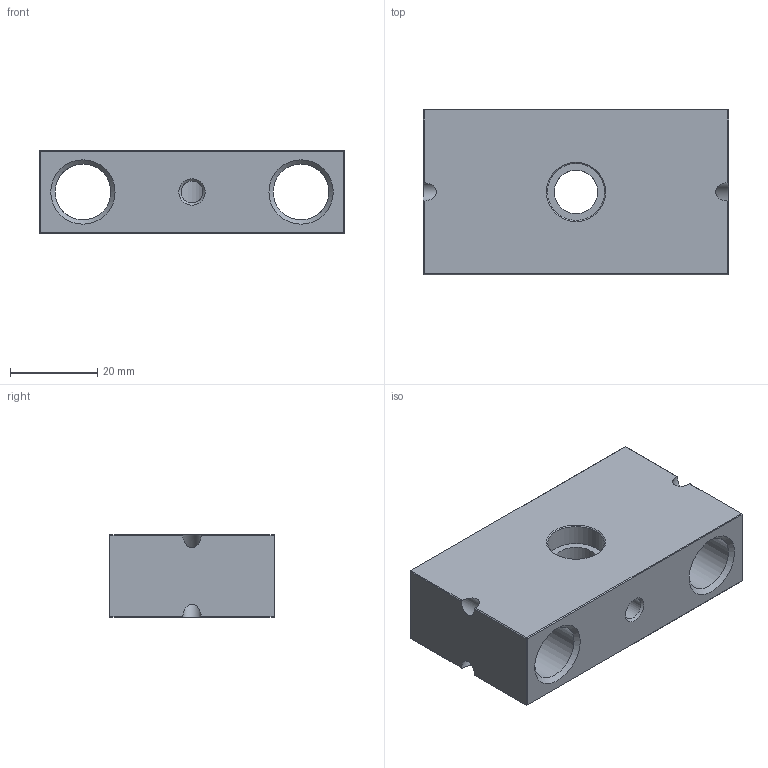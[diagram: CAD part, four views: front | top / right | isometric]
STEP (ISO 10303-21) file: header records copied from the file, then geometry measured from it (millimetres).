
FILE_DESCRIPTION(/* description */ (''),/* implementation_level */ '2;1');
FILE_NAME(/* name */ '1898115c-5e21-4002-ba1a-1cf09e0326ae.stp',/* time_stamp */ '2021-06-17T12:40:01+00:00',/* author */ (''),/* organization */ (''),/* preprocessor_version */ 'ST-DEVELOPER v18.1',/* originating_system */ 'Autodesk Translation Framework v10.9.0.1377',/* authorisation */ '');
FILE_SCHEMA (('AUTOMOTIVE_DESIGN { 1 0 10303 214 3 1 1 }'));
Length unit declared in the file: millimetre
Products named in the file (1): Rune N Rasmussen-leje blok-CTN
Bounding box: 70 x 38 x 19 mm (x, y, z)
Volume: 38199.8 mm3; surface area: 12828.6 mm2
Topology: 1 solids, 1 shells, 53 faces, 135 edges, 83 vertices
Faces by surface type: plane 33, cylinder 13, cone 7
Full cylindrical faces by diameter (mm): 2.529 x4, 4.234 x4, 5.035 x1, 10 x1, 12.75 x2, 13.05 x1
Entity records: 1869 total; most frequent: CARTESIAN_POINT 510, DIRECTION 274, ORIENTED_EDGE 270, EDGE_CURVE 135, AXIS2_PLACEMENT_3D 99, VERTEX_POINT 83, LINE 76, VECTOR 76
